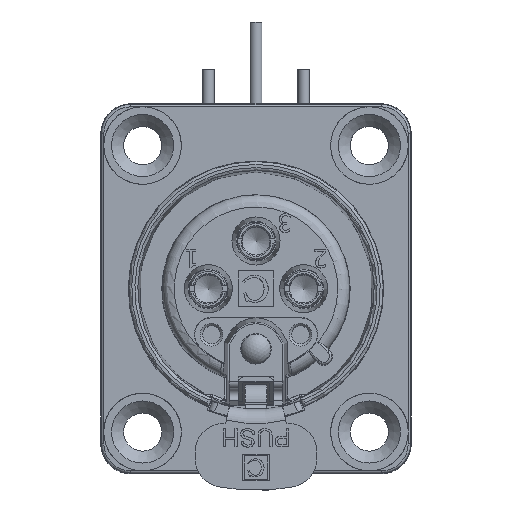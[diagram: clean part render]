
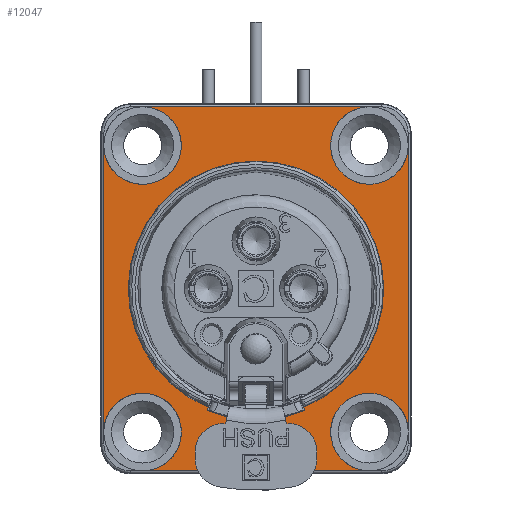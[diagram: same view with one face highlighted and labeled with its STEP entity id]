
A CAD part, top view. The second image highlights one B-rep face of the part: STEP entity #12047.
In plain terms, the highlighted planar face has unit normal (0, 0, 1).
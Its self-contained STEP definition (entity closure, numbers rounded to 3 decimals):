
#736=FACE_BOUND('',#1552,.T.);
#875=FACE_OUTER_BOUND('',#1551,.T.);
#1551=EDGE_LOOP('',(#7935,#7936,#7937,#7938,#7939,#7940,#7941,#7942,#7943,
#7944));
#1552=EDGE_LOOP('',(#7945,#7946,#7947,#7948));
#2191=CIRCLE('',#12690,11.);
#2231=CIRCLE('',#12764,3.25);
#2233=CIRCLE('',#12766,3.25);
#2234=CIRCLE('',#12768,3.25);
#2236=CIRCLE('',#12771,3.25);
#2238=CIRCLE('',#12773,3.25);
#2239=CIRCLE('',#12775,3.25);
#2249=CIRCLE('',#12798,10.7);
#2711=LINE('',#16974,#3658);
#2714=LINE('',#17000,#3661);
#2721=LINE('',#17053,#3668);
#2722=LINE('',#17075,#3669);
#2773=LINE('',#17349,#3720);
#2774=LINE('',#17350,#3721);
#3658=VECTOR('',#13944,10.);
#3661=VECTOR('',#13957,10.);
#3668=VECTOR('',#13998,10.);
#3669=VECTOR('',#14001,10.);
#3720=VECTOR('',#14258,10.);
#3721=VECTOR('',#14259,10.);
#4589=VERTEX_POINT('',#16835);
#4590=VERTEX_POINT('',#16837);
#4633=VERTEX_POINT('',#16966);
#4634=VERTEX_POINT('',#16973);
#4639=VERTEX_POINT('',#16992);
#4640=VERTEX_POINT('',#16999);
#4650=VERTEX_POINT('',#17039);
#4651=VERTEX_POINT('',#17046);
#4652=VERTEX_POINT('',#17055);
#4655=VERTEX_POINT('',#17070);
#4656=VERTEX_POINT('',#17077);
#4659=VERTEX_POINT('',#17089);
#4672=VERTEX_POINT('',#17143);
#4673=VERTEX_POINT('',#17145);
#5765=EDGE_CURVE('',#4590,#4589,#2191,.T.);
#5829=EDGE_CURVE('',#4633,#4634,#2711,.T.);
#5837=EDGE_CURVE('',#4639,#4640,#2714,.T.);
#5857=EDGE_CURVE('',#4651,#4650,#2721,.T.);
#5862=EDGE_CURVE('',#4655,#4652,#2722,.T.);
#5863=EDGE_CURVE('',#4656,#4634,#2231,.T.);
#5866=EDGE_CURVE('',#4651,#4656,#2233,.T.);
#5867=EDGE_CURVE('',#4655,#4650,#2234,.T.);
#5870=EDGE_CURVE('',#4659,#4640,#2236,.T.);
#5873=EDGE_CURVE('',#4633,#4659,#2238,.T.);
#5874=EDGE_CURVE('',#4639,#4652,#2239,.T.);
#5895=EDGE_CURVE('',#4673,#4672,#2249,.T.);
#5978=EDGE_CURVE('',#4672,#4590,#2773,.T.);
#5979=EDGE_CURVE('',#4589,#4673,#2774,.T.);
#7935=ORIENTED_EDGE('',*,*,#5874,.T.);
#7936=ORIENTED_EDGE('',*,*,#5862,.F.);
#7937=ORIENTED_EDGE('',*,*,#5867,.T.);
#7938=ORIENTED_EDGE('',*,*,#5857,.F.);
#7939=ORIENTED_EDGE('',*,*,#5866,.T.);
#7940=ORIENTED_EDGE('',*,*,#5863,.T.);
#7941=ORIENTED_EDGE('',*,*,#5829,.F.);
#7942=ORIENTED_EDGE('',*,*,#5873,.T.);
#7943=ORIENTED_EDGE('',*,*,#5870,.T.);
#7944=ORIENTED_EDGE('',*,*,#5837,.F.);
#7945=ORIENTED_EDGE('',*,*,#5978,.T.);
#7946=ORIENTED_EDGE('',*,*,#5765,.T.);
#7947=ORIENTED_EDGE('',*,*,#5979,.T.);
#7948=ORIENTED_EDGE('',*,*,#5895,.T.);
#11035=PLANE('',#12865);
#12047=ADVANCED_FACE('',(#875,#736),#11035,.T.);
#12690=AXIS2_PLACEMENT_3D('',#16838,#13808,#13809);
#12764=AXIS2_PLACEMENT_3D('',#17078,#14004,#14005);
#12766=AXIS2_PLACEMENT_3D('',#17082,#14009,#14010);
#12768=AXIS2_PLACEMENT_3D('',#17084,#14013,#14014);
#12771=AXIS2_PLACEMENT_3D('',#17090,#14020,#14021);
#12773=AXIS2_PLACEMENT_3D('',#17094,#14025,#14026);
#12775=AXIS2_PLACEMENT_3D('',#17096,#14029,#14030);
#12798=AXIS2_PLACEMENT_3D('',#17146,#14085,#14086);
#12865=AXIS2_PLACEMENT_3D('',#17348,#14256,#14257);
#13808=DIRECTION('center_axis',(0.,0.,-1.));
#13809=DIRECTION('ref_axis',(-0.373,-0.928,0.));
#13944=DIRECTION('',(0.,1.,0.));
#13957=DIRECTION('',(-1.,0.,0.));
#13998=DIRECTION('',(1.,0.,0.));
#14001=DIRECTION('',(0.,-1.,0.));
#14004=DIRECTION('center_axis',(0.,0.,-1.));
#14005=DIRECTION('ref_axis',(-1.,0.,0.));
#14009=DIRECTION('center_axis',(0.,0.,-1.));
#14010=DIRECTION('ref_axis',(-1.,0.,0.));
#14013=DIRECTION('center_axis',(0.,0.,-1.));
#14014=DIRECTION('ref_axis',(-1.,0.,0.));
#14020=DIRECTION('center_axis',(0.,0.,-1.));
#14021=DIRECTION('ref_axis',(-1.,0.,0.));
#14025=DIRECTION('center_axis',(0.,0.,-1.));
#14026=DIRECTION('ref_axis',(-1.,0.,0.));
#14029=DIRECTION('center_axis',(0.,0.,-1.));
#14030=DIRECTION('ref_axis',(-1.,0.,0.));
#14085=DIRECTION('center_axis',(0.,0.,-1.));
#14086=DIRECTION('ref_axis',(-1.,0.,0.));
#14256=DIRECTION('center_axis',(0.,0.,1.));
#14257=DIRECTION('ref_axis',(1.,0.,0.));
#14258=DIRECTION('',(0.373,-0.928,0.));
#14259=DIRECTION('',(0.373,0.928,0.));
#16835=CARTESIAN_POINT('',(-4.1,-10.207,2.8));
#16837=CARTESIAN_POINT('',(4.1,-10.207,2.8));
#16838=CARTESIAN_POINT('Origin',(0.,0.,2.8));
#16966=CARTESIAN_POINT('',(-12.743,-11.781,2.8));
#16973=CARTESIAN_POINT('',(-12.743,11.781,2.8));
#16974=CARTESIAN_POINT('',(-12.743,-6.5,2.8));
#16992=CARTESIAN_POINT('',(9.281,-15.243,2.8));
#16999=CARTESIAN_POINT('',(-9.281,-15.243,2.8));
#17000=CARTESIAN_POINT('',(5.25,-15.243,2.8));
#17039=CARTESIAN_POINT('',(9.281,15.243,2.8));
#17046=CARTESIAN_POINT('',(-9.281,15.243,2.8));
#17053=CARTESIAN_POINT('',(-5.25,15.243,2.8));
#17055=CARTESIAN_POINT('',(12.743,-11.781,2.8));
#17070=CARTESIAN_POINT('',(12.743,11.781,2.8));
#17075=CARTESIAN_POINT('',(12.743,6.5,2.8));
#17077=CARTESIAN_POINT('',(-6.25,12.,2.8));
#17078=CARTESIAN_POINT('Origin',(-9.5,12.,2.8));
#17082=CARTESIAN_POINT('Origin',(-9.5,12.,2.8));
#17084=CARTESIAN_POINT('Origin',(9.5,12.,2.8));
#17089=CARTESIAN_POINT('',(-6.25,-12.,2.8));
#17090=CARTESIAN_POINT('Origin',(-9.5,-12.,2.8));
#17094=CARTESIAN_POINT('Origin',(-9.5,-12.,2.8));
#17096=CARTESIAN_POINT('Origin',(9.5,-12.,2.8));
#17143=CARTESIAN_POINT('',(3.988,-9.929,2.8));
#17145=CARTESIAN_POINT('',(-3.988,-9.929,2.8));
#17146=CARTESIAN_POINT('Origin',(0.,0.,2.8));
#17348=CARTESIAN_POINT('Origin',(0.,0.,2.8));
#17349=CARTESIAN_POINT('',(2.05,-5.104,2.8));
#17350=CARTESIAN_POINT('',(-1.77,-4.408,2.8));
